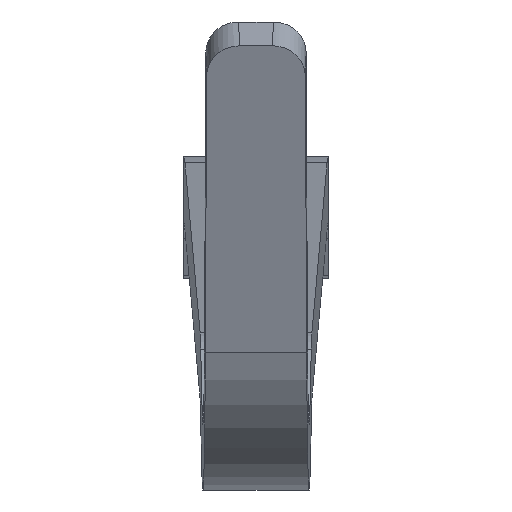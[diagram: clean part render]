
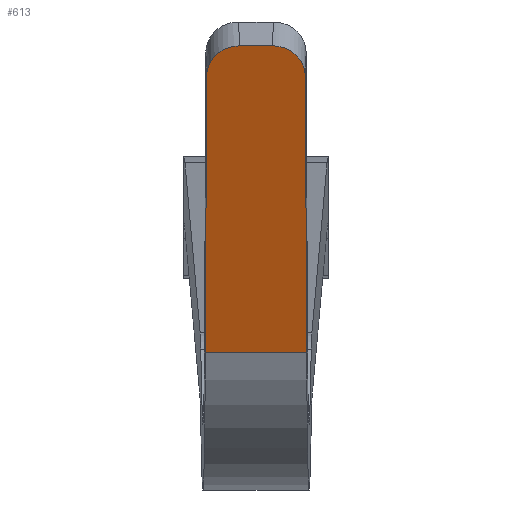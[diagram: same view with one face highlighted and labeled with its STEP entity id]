
A CAD part, top view. The second image highlights one B-rep face of the part: STEP entity #613.
In plain terms, the highlighted planar face has unit normal (0, -0.365, 0.931).
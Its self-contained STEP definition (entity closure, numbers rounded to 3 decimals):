
#24=ELLIPSE('',#678,0.05,0.05);
#25=ELLIPSE('',#679,0.05,0.05);
#56=FACE_OUTER_BOUND('',#88,.T.);
#88=EDGE_LOOP('',(#444,#445,#446,#447,#448,#449));
#136=LINE('',#941,#194);
#159=LINE('',#1006,#217);
#160=LINE('',#1010,#218);
#161=LINE('',#1014,#219);
#194=VECTOR('',#747,1000.);
#217=VECTOR('',#806,1000.);
#218=VECTOR('',#811,1000.);
#219=VECTOR('',#816,1000.);
#260=VERTEX_POINT('',#939);
#261=VERTEX_POINT('',#940);
#284=VERTEX_POINT('',#1003);
#285=VERTEX_POINT('',#1005);
#286=VERTEX_POINT('',#1009);
#287=VERTEX_POINT('',#1012);
#316=EDGE_CURVE('',#260,#261,#136,.F.);
#348=EDGE_CURVE('',#284,#285,#159,.F.);
#350=EDGE_CURVE('',#284,#286,#160,.T.);
#351=EDGE_CURVE('',#286,#260,#24,.T.);
#352=EDGE_CURVE('',#261,#287,#25,.T.);
#353=EDGE_CURVE('',#287,#285,#161,.T.);
#444=ORIENTED_EDGE('',*,*,#350,.T.);
#445=ORIENTED_EDGE('',*,*,#351,.T.);
#446=ORIENTED_EDGE('',*,*,#316,.T.);
#447=ORIENTED_EDGE('',*,*,#352,.T.);
#448=ORIENTED_EDGE('',*,*,#353,.T.);
#449=ORIENTED_EDGE('',*,*,#348,.F.);
#558=PLANE('',#677);
#613=ADVANCED_FACE('',(#56),#558,.T.);
#677=AXIS2_PLACEMENT_3D('',#1008,#809,#810);
#678=AXIS2_PLACEMENT_3D('',#1011,#812,#813);
#679=AXIS2_PLACEMENT_3D('',#1013,#814,#815);
#747=DIRECTION('',(1.,0.,0.));
#806=DIRECTION('',(1.,0.,0.));
#809=DIRECTION('center_axis',(0.,-0.365,0.931));
#810=DIRECTION('ref_axis',(0.,-0.931,-0.365));
#811=DIRECTION('',(-0.004,0.931,0.365));
#812=DIRECTION('center_axis',(0.,-0.365,0.931));
#813=DIRECTION('ref_axis',(1.,0.,0.));
#814=DIRECTION('center_axis',(0.,-0.365,0.931));
#815=DIRECTION('ref_axis',(1.,0.,0.));
#816=DIRECTION('',(-0.004,-0.931,-0.365));
#939=CARTESIAN_POINT('',(0.025,0.263,5.843));
#940=CARTESIAN_POINT('',(-0.025,0.263,5.843));
#941=CARTESIAN_POINT('',(0.11,0.263,5.843));
#1003=CARTESIAN_POINT('',(0.077,-0.203,5.66));
#1005=CARTESIAN_POINT('',(-0.077,-0.203,5.66));
#1006=CARTESIAN_POINT('',(0.11,-0.203,5.66));
#1008=CARTESIAN_POINT('Origin',(0.11,-0.203,5.66));
#1009=CARTESIAN_POINT('',(0.075,0.217,5.825));
#1010=CARTESIAN_POINT('',(0.077,-0.204,5.66));
#1011=CARTESIAN_POINT('Origin',(0.025,0.217,5.825));
#1012=CARTESIAN_POINT('',(-0.075,0.217,5.825));
#1013=CARTESIAN_POINT('Origin',(-0.025,0.217,5.825));
#1014=CARTESIAN_POINT('',(-0.077,-0.203,5.66));
